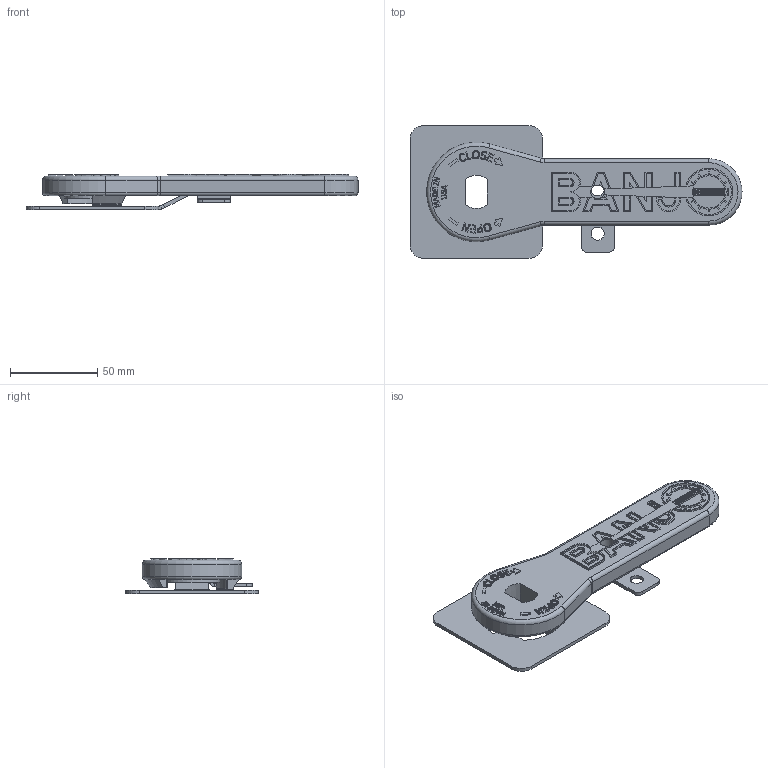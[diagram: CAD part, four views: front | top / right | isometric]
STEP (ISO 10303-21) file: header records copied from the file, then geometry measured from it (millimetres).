
FILE_DESCRIPTION((''),'2;1');
FILE_NAME('VL20153.stp','2013-04-18T14:30:33',('mclevenger'),(''),'Autodesk Inventor 2013','Autodesk Inventor 2013','');
FILE_SCHEMA(('AUTOMOTIVE_DESIGN { 1 0 10303 214 1 1 1 1 }'));
Length unit declared in the file: inch
Products named in the file (4): VL20153; V20153L; V20153LH; V20153
Assembly tree (3 placements, depth 3):
  VL20153
    V20153L
    V20153LH
      V20153
Bounding box: 190.5 x 76.2 x 20.32 mm (x, y, z)
Volume: 72369.9 mm3; surface area: 36009.5 mm2
Topology: 2 solids, 2 shells, 739 faces, 1944 edges, 1259 vertices
Faces by surface type: plane 449, cylinder 138, bspline 104, torus 44, cone 4
Full cylindrical faces by diameter (mm): 7.62 x2, 7.938 x1, 31.75 x1
Entity records: 23511 total; most frequent: CARTESIAN_POINT 5609, ORIENTED_EDGE 3872, DIRECTION 3352, EDGE_CURVE 1936, VECTOR 1360, LINE 1360, VERTEX_POINT 1257, AXIS2_PLACEMENT_3D 996
